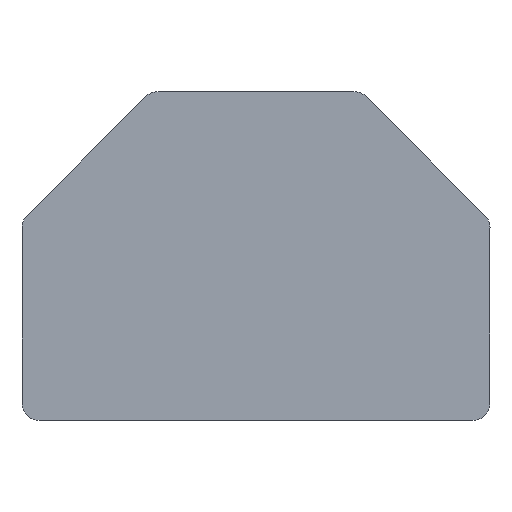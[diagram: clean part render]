
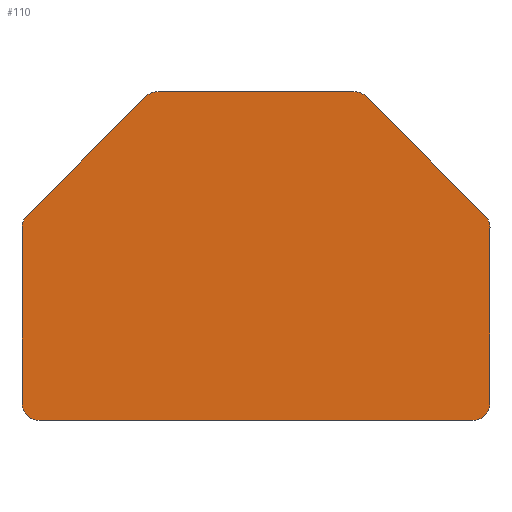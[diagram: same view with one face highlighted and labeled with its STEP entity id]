
A CAD part, top view. The second image highlights one B-rep face of the part: STEP entity #110.
In plain terms, the highlighted planar face has unit normal (0, 0, 1).
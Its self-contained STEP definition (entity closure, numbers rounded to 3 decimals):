
#16 = DIRECTION ( 'NONE',  ( 0., 1., 0. ) ) ;
#18 = CARTESIAN_POINT ( 'NONE',  ( 26.313, 3.531, 1.2 ) ) ;
#20 = AXIS2_PLACEMENT_3D ( 'NONE', #262, #502, #228 ) ;
#24 = ORIENTED_EDGE ( 'NONE', *, *, #415, .T. ) ;
#26 = DIRECTION ( 'NONE',  ( 0., -1., 0. ) ) ;
#36 = VECTOR ( 'NONE', #362, 1000. ) ;
#38 = CARTESIAN_POINT ( 'NONE',  ( 26.313, -16.81, 1.2 ) ) ;
#40 = CARTESIAN_POINT ( 'NONE',  ( -25.887, 3.531, 1.2 ) ) ;
#43 = DIRECTION ( 'NONE',  ( 0., 0., 1. ) ) ;
#44 = CIRCLE ( 'NONE', #267, 2. ) ;
#46 = ORIENTED_EDGE ( 'NONE', *, *, #511, .T. ) ;
#58 = EDGE_CURVE ( 'NONE', #426, #378, #325, .T. ) ;
#70 = VECTOR ( 'NONE', #477, 1000. ) ;
#77 = DIRECTION ( 'NONE',  ( -0.707, -0.707, 0. ) ) ;
#85 = VECTOR ( 'NONE', #410, 1000. ) ;
#94 = EDGE_CURVE ( 'NONE', #423, #306, #150, .T. ) ;
#99 = DIRECTION ( 'NONE',  ( 0., 0., 1. ) ) ;
#100 = ORIENTED_EDGE ( 'NONE', *, *, #133, .T. ) ;
#110 = ADVANCED_FACE ( 'NONE', ( #275 ), #470, .T. ) ;
#111 = VERTEX_POINT ( 'NONE', #40 ) ;
#116 = VECTOR ( 'NONE', #77, 1000. ) ;
#133 = EDGE_CURVE ( 'NONE', #149, #420, #154, .T. ) ;
#139 = LINE ( 'NONE', #216, #259 ) ;
#140 = CARTESIAN_POINT ( 'NONE',  ( -11.537, 18.71, 1.2 ) ) ;
#146 = ORIENTED_EDGE ( 'NONE', *, *, #328, .T. ) ;
#148 = CARTESIAN_POINT ( 'NONE',  ( -23.887, -18.81, 1.2 ) ) ;
#149 = VERTEX_POINT ( 'NONE', #205 ) ;
#150 = CIRCLE ( 'NONE', #474, 2. ) ;
#151 = LINE ( 'NONE', #496, #217 ) ;
#154 = LINE ( 'NONE', #319, #70 ) ;
#162 = CARTESIAN_POINT ( 'NONE',  ( 12.549, 19.295, 1.2 ) ) ;
#175 = DIRECTION ( 'NONE',  ( 1., 0., 0. ) ) ;
#179 = CARTESIAN_POINT ( 'NONE',  ( -25.887, -16.81, 1.2 ) ) ;
#182 = CARTESIAN_POINT ( 'NONE',  ( -23.887, -16.81, 1.2 ) ) ;
#196 = DIRECTION ( 'NONE',  ( 0., 0., 1. ) ) ;
#198 = AXIS2_PLACEMENT_3D ( 'NONE', #18, #334, #175 ) ;
#200 = EDGE_CURVE ( 'NONE', #313, #149, #206, .T. ) ;
#201 = CARTESIAN_POINT ( 'NONE',  ( -11.537, 18.71, 1.2 ) ) ;
#205 = CARTESIAN_POINT ( 'NONE',  ( 27.727, 4.946, 1.2 ) ) ;
#206 = CIRCLE ( 'NONE', #198, 2. ) ;
#207 = CIRCLE ( 'NONE', #294, 2. ) ;
#209 = VERTEX_POINT ( 'NONE', #247 ) ;
#210 = LINE ( 'NONE', #162, #36 ) ;
#216 = CARTESIAN_POINT ( 'NONE',  ( 28.313, -16.814, 1.2 ) ) ;
#217 = VECTOR ( 'NONE', #26, 1000. ) ;
#218 = CARTESIAN_POINT ( 'NONE',  ( 28.313, 3.531, 1.2 ) ) ;
#222 = AXIS2_PLACEMENT_3D ( 'NONE', #421, #386, #379 ) ;
#223 = CIRCLE ( 'NONE', #20, 2. ) ;
#224 = EDGE_CURVE ( 'NONE', #322, #423, #327, .T. ) ;
#225 = CARTESIAN_POINT ( 'NONE',  ( 26.313, -18.81, 1.2 ) ) ;
#228 = DIRECTION ( 'NONE',  ( 1., 0., 0. ) ) ;
#239 = DIRECTION ( 'NONE',  ( 1., 0., 0. ) ) ;
#247 = CARTESIAN_POINT ( 'NONE',  ( -10.123, 19.295, 1.2 ) ) ;
#251 = AXIS2_PLACEMENT_3D ( 'NONE', #440, #43, #436 ) ;
#256 = EDGE_CURVE ( 'NONE', #306, #313, #139, .T. ) ;
#259 = VECTOR ( 'NONE', #16, 1000. ) ;
#262 = CARTESIAN_POINT ( 'NONE',  ( 12.549, 17.295, 1.2 ) ) ;
#267 = AXIS2_PLACEMENT_3D ( 'NONE', #182, #99, #459 ) ;
#275 = FACE_OUTER_BOUND ( 'NONE', #330, .T. ) ;
#294 = AXIS2_PLACEMENT_3D ( 'NONE', #400, #359, #239 ) ;
#306 = VERTEX_POINT ( 'NONE', #331 ) ;
#313 = VERTEX_POINT ( 'NONE', #218 ) ;
#319 = CARTESIAN_POINT ( 'NONE',  ( 27.727, 4.946, 1.2 ) ) ;
#322 = VERTEX_POINT ( 'NONE', #148 ) ;
#323 = VERTEX_POINT ( 'NONE', #179 ) ;
#325 = LINE ( 'NONE', #201, #116 ) ;
#327 = LINE ( 'NONE', #493, #85 ) ;
#328 = EDGE_CURVE ( 'NONE', #209, #426, #442, .T. ) ;
#330 = EDGE_LOOP ( 'NONE', ( #464, #438, #24, #466, #383, #372, #360, #349, #100, #444, #46, #146 ) ) ;
#331 = CARTESIAN_POINT ( 'NONE',  ( 28.313, -16.814, 1.2 ) ) ;
#334 = DIRECTION ( 'NONE',  ( 0., 0., 1. ) ) ;
#338 = CARTESIAN_POINT ( 'NONE',  ( 12.549, 19.295, 1.2 ) ) ;
#346 = CARTESIAN_POINT ( 'NONE',  ( 13.963, 18.71, 1.2 ) ) ;
#349 = ORIENTED_EDGE ( 'NONE', *, *, #200, .T. ) ;
#359 = DIRECTION ( 'NONE',  ( 0., 0., 1. ) ) ;
#360 = ORIENTED_EDGE ( 'NONE', *, *, #256, .T. ) ;
#362 = DIRECTION ( 'NONE',  ( -1., 0., 0. ) ) ;
#368 = VERTEX_POINT ( 'NONE', #338 ) ;
#372 = ORIENTED_EDGE ( 'NONE', *, *, #94, .T. ) ;
#378 = VERTEX_POINT ( 'NONE', #504 ) ;
#379 = DIRECTION ( 'NONE',  ( 1., 0., 0. ) ) ;
#383 = ORIENTED_EDGE ( 'NONE', *, *, #224, .T. ) ;
#386 = DIRECTION ( 'NONE',  ( 0., 0., 1. ) ) ;
#400 = CARTESIAN_POINT ( 'NONE',  ( -23.887, 3.531, 1.2 ) ) ;
#410 = DIRECTION ( 'NONE',  ( 1., 0., 0. ) ) ;
#415 = EDGE_CURVE ( 'NONE', #111, #323, #151, .T. ) ;
#420 = VERTEX_POINT ( 'NONE', #346 ) ;
#421 = CARTESIAN_POINT ( 'NONE',  ( -10.123, 17.295, 1.2 ) ) ;
#423 = VERTEX_POINT ( 'NONE', #225 ) ;
#426 = VERTEX_POINT ( 'NONE', #140 ) ;
#436 = DIRECTION ( 'NONE',  ( 1., 0., 0. ) ) ;
#438 = ORIENTED_EDGE ( 'NONE', *, *, #497, .T. ) ;
#440 = CARTESIAN_POINT ( 'NONE',  ( -23.887, 3.531, 1.2 ) ) ;
#442 = CIRCLE ( 'NONE', #222, 2. ) ;
#444 = ORIENTED_EDGE ( 'NONE', *, *, #454, .T. ) ;
#449 = EDGE_CURVE ( 'NONE', #323, #322, #44, .T. ) ;
#454 = EDGE_CURVE ( 'NONE', #420, #368, #223, .T. ) ;
#459 = DIRECTION ( 'NONE',  ( 1., 0., 0. ) ) ;
#464 = ORIENTED_EDGE ( 'NONE', *, *, #58, .T. ) ;
#466 = ORIENTED_EDGE ( 'NONE', *, *, #449, .T. ) ;
#470 = PLANE ( 'NONE',  #251 ) ;
#474 = AXIS2_PLACEMENT_3D ( 'NONE', #38, #196, #512 ) ;
#477 = DIRECTION ( 'NONE',  ( -0.707, 0.707, 0. ) ) ;
#493 = CARTESIAN_POINT ( 'NONE',  ( -23.887, -18.81, 1.2 ) ) ;
#496 = CARTESIAN_POINT ( 'NONE',  ( -25.887, 3.531, 1.2 ) ) ;
#497 = EDGE_CURVE ( 'NONE', #378, #111, #207, .T. ) ;
#502 = DIRECTION ( 'NONE',  ( 0., 0., 1. ) ) ;
#504 = CARTESIAN_POINT ( 'NONE',  ( -25.301, 4.946, 1.2 ) ) ;
#511 = EDGE_CURVE ( 'NONE', #368, #209, #210, .T. ) ;
#512 = DIRECTION ( 'NONE',  ( 1., 0., 0. ) ) ;
